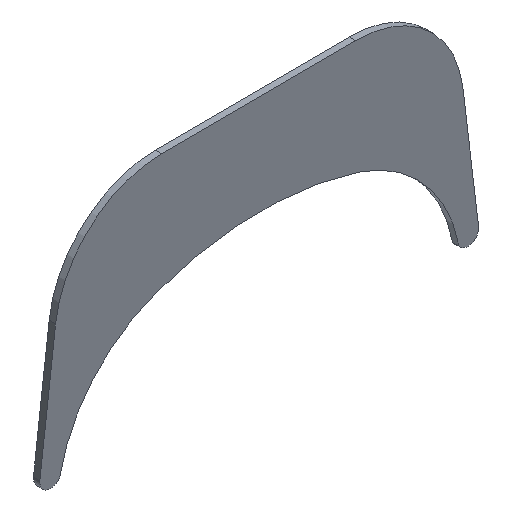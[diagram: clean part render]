
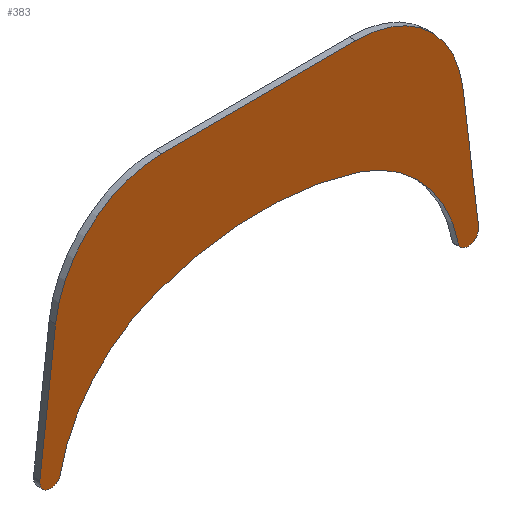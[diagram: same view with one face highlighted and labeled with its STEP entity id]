
A CAD part, isometric view. The second image highlights one B-rep face of the part: STEP entity #383.
In plain terms, the highlighted planar face has unit normal (0, -1, 0).
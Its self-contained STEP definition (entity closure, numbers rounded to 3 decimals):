
#49=CARTESIAN_POINT('Vertex',(-62.117,25.359,127.196)) ;
#63=CARTESIAN_POINT('Vertex',(32.762,25.359,128.941)) ;
#66=CARTESIAN_POINT('Axis2P3D Location',(-12.158,25.359,-8.926)) ;
#94=CARTESIAN_POINT('Vertex',(79.529,25.359,75.731)) ;
#97=CARTESIAN_POINT('Axis2P3D Location',(11.232,25.359,62.86)) ;
#125=CARTESIAN_POINT('Vertex',(88.611,25.359,79.175)) ;
#128=CARTESIAN_POINT('Axis2P3D Location',(83.648,25.359,78.566)) ;
#156=CARTESIAN_POINT('Vertex',(81.299,25.359,138.728)) ;
#159=CARTESIAN_POINT('Line Origine',(84.955,25.359,108.952)) ;
#187=CARTESIAN_POINT('Vertex',(31.417,25.359,182.634)) ;
#190=CARTESIAN_POINT('Axis2P3D Location',(31.671,25.359,132.635)) ;
#218=CARTESIAN_POINT('Vertex',(-58.927,25.359,182.175)) ;
#221=CARTESIAN_POINT('Line Origine',(-13.755,25.359,182.404)) ;
#249=CARTESIAN_POINT('Vertex',(-108.3,25.359,138.269)) ;
#252=CARTESIAN_POINT('Axis2P3D Location',(-58.673,25.359,132.176)) ;
#280=CARTESIAN_POINT('Vertex',(-115.613,25.359,78.716)) ;
#283=CARTESIAN_POINT('Line Origine',(-111.957,25.359,108.493)) ;
#311=CARTESIAN_POINT('Vertex',(-106.314,25.359,75.616)) ;
#314=CARTESIAN_POINT('Axis2P3D Location',(-110.65,25.359,78.107)) ;
#336=CARTESIAN_POINT('Axis2P3D Location',(-38.171,25.359,61.951)) ;
#366=CARTESIAN_POINT('Axis2P3D Location',(0.,25.359,0.)) ;
#161=VECTOR('Line Direction',#160,1.) ;
#223=VECTOR('Line Direction',#222,1.) ;
#285=VECTOR('Line Direction',#284,1.) ;
#67=DIRECTION('Axis2P3D Direction',(0.,-1.,0.)) ;
#98=DIRECTION('Axis2P3D Direction',(0.,-1.,0.)) ;
#129=DIRECTION('Axis2P3D Direction',(0.,-1.,0.)) ;
#160=DIRECTION('Vector Direction',(-0.122,0.,0.993)) ;
#191=DIRECTION('Axis2P3D Direction',(0.,-1.,0.)) ;
#222=DIRECTION('Vector Direction',(1.,0.,0.005)) ;
#253=DIRECTION('Axis2P3D Direction',(0.,-1.,0.)) ;
#284=DIRECTION('Vector Direction',(0.122,0.,0.993)) ;
#315=DIRECTION('Axis2P3D Direction',(0.,-1.,0.)) ;
#337=DIRECTION('Axis2P3D Direction',(0.,-1.,0.)) ;
#367=DIRECTION('Axis2P3D Direction',(0.,-1.,0.)) ;
#368=DIRECTION('Axis2P3D XDirection',(1.,0.,0.)) ;
#68=AXIS2_PLACEMENT_3D('Circle Axis2P3D',#66,#67,$) ;
#99=AXIS2_PLACEMENT_3D('Circle Axis2P3D',#97,#98,$) ;
#130=AXIS2_PLACEMENT_3D('Circle Axis2P3D',#128,#129,$) ;
#192=AXIS2_PLACEMENT_3D('Circle Axis2P3D',#190,#191,$) ;
#254=AXIS2_PLACEMENT_3D('Circle Axis2P3D',#252,#253,$) ;
#316=AXIS2_PLACEMENT_3D('Circle Axis2P3D',#314,#315,$) ;
#338=AXIS2_PLACEMENT_3D('Circle Axis2P3D',#336,#337,$) ;
#369=AXIS2_PLACEMENT_3D('Plane Axis2P3D',#366,#367,#368) ;
#162=LINE('Line',#159,#161) ;
#224=LINE('Line',#221,#223) ;
#286=LINE('Line',#283,#285) ;
#69=CIRCLE('generated circle',#68,145.) ;
#100=CIRCLE('generated circle',#99,69.5) ;
#131=CIRCLE('generated circle',#130,5.) ;
#193=CIRCLE('generated circle',#192,50.) ;
#255=CIRCLE('generated circle',#254,50.) ;
#317=CIRCLE('generated circle',#316,5.) ;
#339=CIRCLE('generated circle',#338,69.5) ;
#370=PLANE('',#369) ;
#70=EDGE_CURVE('',#50,#64,#69,.F.) ;
#101=EDGE_CURVE('',#64,#95,#100,.F.) ;
#132=EDGE_CURVE('',#95,#126,#131,.T.) ;
#163=EDGE_CURVE('',#126,#157,#162,.T.) ;
#194=EDGE_CURVE('',#157,#188,#193,.T.) ;
#225=EDGE_CURVE('',#188,#219,#224,.F.) ;
#256=EDGE_CURVE('',#219,#250,#255,.T.) ;
#287=EDGE_CURVE('',#250,#281,#286,.F.) ;
#318=EDGE_CURVE('',#281,#312,#317,.T.) ;
#340=EDGE_CURVE('',#312,#50,#339,.F.) ;
#371=EDGE_LOOP('',(#372,#373,#374,#375,#376,#377,#378,#379,#380,#381)) ;
#372=ORIENTED_EDGE('',*,*,#70,.T.) ;
#373=ORIENTED_EDGE('',*,*,#101,.T.) ;
#374=ORIENTED_EDGE('',*,*,#132,.T.) ;
#375=ORIENTED_EDGE('',*,*,#163,.T.) ;
#376=ORIENTED_EDGE('',*,*,#194,.T.) ;
#377=ORIENTED_EDGE('',*,*,#225,.T.) ;
#378=ORIENTED_EDGE('',*,*,#256,.T.) ;
#379=ORIENTED_EDGE('',*,*,#287,.T.) ;
#380=ORIENTED_EDGE('',*,*,#318,.T.) ;
#381=ORIENTED_EDGE('',*,*,#340,.T.) ;
#50=VERTEX_POINT('',#49) ;
#64=VERTEX_POINT('',#63) ;
#95=VERTEX_POINT('',#94) ;
#126=VERTEX_POINT('',#125) ;
#157=VERTEX_POINT('',#156) ;
#188=VERTEX_POINT('',#187) ;
#219=VERTEX_POINT('',#218) ;
#250=VERTEX_POINT('',#249) ;
#281=VERTEX_POINT('',#280) ;
#312=VERTEX_POINT('',#311) ;
#383=ADVANCED_FACE('PartBody',(#382),#370,.T.) ;
#382=FACE_OUTER_BOUND('',#371,.T.) ;
